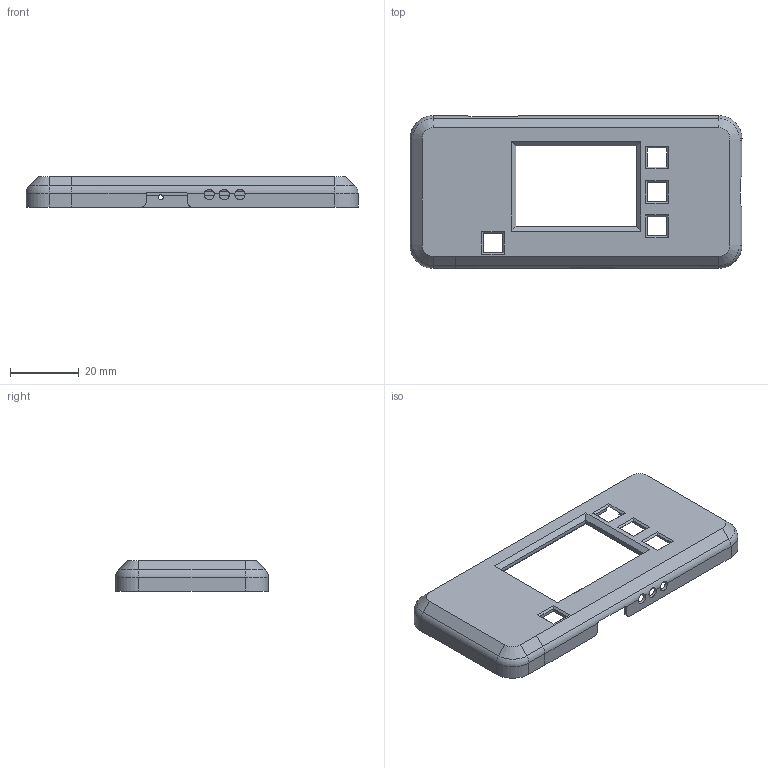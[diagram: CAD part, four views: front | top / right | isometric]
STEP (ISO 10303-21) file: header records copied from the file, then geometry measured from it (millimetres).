
FILE_DESCRIPTION(/* description */ (''),/* implementation_level */ '2;1');
FILE_NAME(/* name */ 'Wireless_Motion_Case_Top.step',/* time_stamp */ '2024-06-07T16:19:14+02:00',/* author */ (''),/* organization */ (''),/* preprocessor_version */ 'ST-DEVELOPER v20',/* originating_system */ 'Autodesk Translation Framework v13.14.0.145',/* authorisation */ '');
FILE_SCHEMA (('AUTOMOTIVE_DESIGN { 1 0 10303 214 3 1 1 }'));
Length unit declared in the file: millimetre
Products named in the file (1): Wireless_Motion
Bounding box: 96.6 x 44.4 x 8.8 mm (x, y, z)
Volume: 10223.6 mm3; surface area: 9987.9 mm2
Topology: 1 solids, 1 shells, 257 faces, 684 edges, 432 vertices
Faces by surface type: plane 161, cylinder 63, torus 14, bspline 13, cone 6
Full cylindrical faces by diameter (mm): 1.463 x1, 3 x3
Entity records: 8537 total; most frequent: CARTESIAN_POINT 2028, ORIENTED_EDGE 1368, DIRECTION 1336, EDGE_CURVE 684, LINE 458, VECTOR 458, AXIS2_PLACEMENT_3D 439, VERTEX_POINT 432
